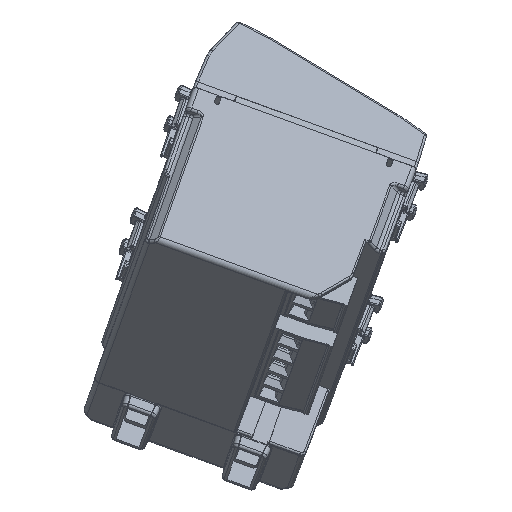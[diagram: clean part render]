
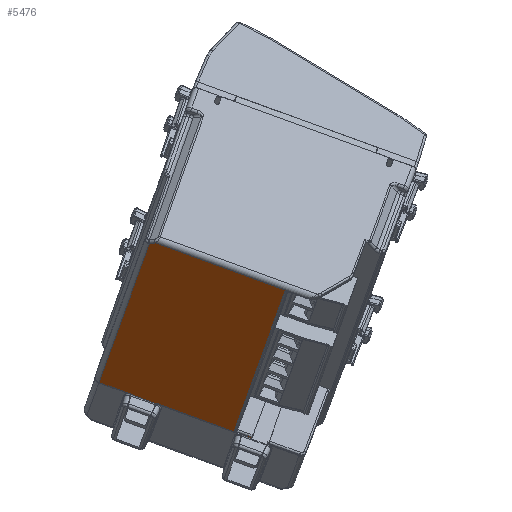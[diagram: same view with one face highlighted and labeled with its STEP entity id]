
A CAD part, left-side view. The second image highlights one B-rep face of the part: STEP entity #5476.
In plain terms, the highlighted face is planar.
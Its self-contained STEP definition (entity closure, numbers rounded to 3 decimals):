
#2728=CARTESIAN_POINT('Vertex',(-19.503,-13.65,-35.375)) ;
#2731=CARTESIAN_POINT('Line Origine',(-19.447,-13.65,-35.375)) ;
#2735=CARTESIAN_POINT('Vertex',(-19.391,-13.65,-35.375)) ;
#2825=CARTESIAN_POINT('Vertex',(-19.391,-8.65,-35.375)) ;
#2828=CARTESIAN_POINT('Line Origine',(-19.447,-8.65,-35.375)) ;
#2832=CARTESIAN_POINT('Vertex',(-19.503,-8.65,-35.375)) ;
#2991=CARTESIAN_POINT('Vertex',(-19.503,8.65,-35.375)) ;
#2994=CARTESIAN_POINT('Line Origine',(-19.447,8.65,-35.375)) ;
#2998=CARTESIAN_POINT('Vertex',(-19.391,8.65,-35.375)) ;
#5287=CARTESIAN_POINT('Line Origine',(-19.391,-16.903,-35.375)) ;
#5291=CARTESIAN_POINT('Vertex',(-19.391,-20.155,-35.375)) ;
#5329=CARTESIAN_POINT('Axis2P3D Location',(0.,0.,-35.375)) ;
#5334=CARTESIAN_POINT('Line Origine',(-19.32,10.636,-35.375)) ;
#5338=CARTESIAN_POINT('Vertex',(-19.136,10.636,-35.375)) ;
#5340=CARTESIAN_POINT('Vertex',(-19.503,10.636,-35.375)) ;
#5343=CARTESIAN_POINT('Line Origine',(-19.136,9.075,-35.375)) ;
#5347=CARTESIAN_POINT('Vertex',(-19.136,7.514,-35.375)) ;
#5351=CARTESIAN_POINT('Control Point',(-19.136,7.514,-35.375)) ;
#5352=CARTESIAN_POINT('Control Point',(-19.136,7.492,-35.375)) ;
#5353=CARTESIAN_POINT('Control Point',(-19.135,7.47,-35.375)) ;
#5354=CARTESIAN_POINT('Control Point',(-19.132,7.448,-35.375)) ;
#5355=CARTESIAN_POINT('Control Point',(-19.121,7.382,-35.375)) ;
#5356=CARTESIAN_POINT('Control Point',(-19.099,7.318,-35.375)) ;
#5357=CARTESIAN_POINT('Control Point',(-19.08,7.277,-35.375)) ;
#5358=CARTESIAN_POINT('Control Point',(-19.032,7.201,-35.375)) ;
#5359=CARTESIAN_POINT('Control Point',(-18.968,7.136,-35.375)) ;
#5360=CARTESIAN_POINT('Control Point',(-18.933,7.108,-35.375)) ;
#5361=CARTESIAN_POINT('Control Point',(-18.857,7.06,-35.375)) ;
#5362=CARTESIAN_POINT('Control Point',(-18.772,7.03,-35.375)) ;
#5363=CARTESIAN_POINT('Control Point',(-18.728,7.019,-35.375)) ;
#5364=CARTESIAN_POINT('Control Point',(-18.683,7.014,-35.375)) ;
#5365=CARTESIAN_POINT('Control Point',(-18.637,7.014,-35.375)) ;
#5366=CARTESIAN_POINT('Control Point',(-18.637,7.014,-35.375)) ;
#5367=CARTESIAN_POINT('Control Point',(-18.636,7.014,-35.375)) ;
#5368=CARTESIAN_POINT('Control Point',(-18.636,7.014,-35.375)) ;
#5369=CARTESIAN_POINT('Vertex',(-18.636,7.014,-35.375)) ;
#5372=CARTESIAN_POINT('Line Origine',(6.575,7.014,-35.375)) ;
#5376=CARTESIAN_POINT('Vertex',(31.786,7.014,-35.375)) ;
#5380=CARTESIAN_POINT('Control Point',(31.786,7.014,-35.375)) ;
#5381=CARTESIAN_POINT('Control Point',(31.808,7.014,-35.375)) ;
#5382=CARTESIAN_POINT('Control Point',(31.83,7.015,-35.375)) ;
#5383=CARTESIAN_POINT('Control Point',(31.852,7.018,-35.375)) ;
#5384=CARTESIAN_POINT('Control Point',(31.918,7.029,-35.375)) ;
#5385=CARTESIAN_POINT('Control Point',(31.982,7.051,-35.375)) ;
#5386=CARTESIAN_POINT('Control Point',(32.023,7.07,-35.375)) ;
#5387=CARTESIAN_POINT('Control Point',(32.099,7.118,-35.375)) ;
#5388=CARTESIAN_POINT('Control Point',(32.164,7.182,-35.375)) ;
#5389=CARTESIAN_POINT('Control Point',(32.192,7.217,-35.375)) ;
#5390=CARTESIAN_POINT('Control Point',(32.24,7.293,-35.375)) ;
#5391=CARTESIAN_POINT('Control Point',(32.27,7.378,-35.375)) ;
#5392=CARTESIAN_POINT('Control Point',(32.281,7.422,-35.375)) ;
#5393=CARTESIAN_POINT('Control Point',(32.286,7.467,-35.375)) ;
#5394=CARTESIAN_POINT('Control Point',(32.286,7.513,-35.375)) ;
#5395=CARTESIAN_POINT('Control Point',(32.286,7.513,-35.375)) ;
#5396=CARTESIAN_POINT('Control Point',(32.286,7.514,-35.375)) ;
#5397=CARTESIAN_POINT('Control Point',(32.286,7.514,-35.375)) ;
#5398=CARTESIAN_POINT('Vertex',(32.286,7.514,-35.375)) ;
#5401=CARTESIAN_POINT('Line Origine',(32.286,9.415,-35.375)) ;
#5405=CARTESIAN_POINT('Vertex',(32.286,11.315,-35.375)) ;
#5408=CARTESIAN_POINT('Line Origine',(32.33,11.315,-35.375)) ;
#5412=CARTESIAN_POINT('Vertex',(32.375,11.315,-35.375)) ;
#5415=CARTESIAN_POINT('Line Origine',(32.375,-3.921,-35.375)) ;
#5419=CARTESIAN_POINT('Vertex',(32.375,-19.158,-35.375)) ;
#5422=CARTESIAN_POINT('Line Origine',(31.952,-19.581,-35.375)) ;
#5426=CARTESIAN_POINT('Vertex',(31.528,-20.005,-35.375)) ;
#5429=CARTESIAN_POINT('Axis2P3D Location',(32.772,-21.248,-35.375)) ;
#5433=CARTESIAN_POINT('Vertex',(31.394,-20.155,-35.375)) ;
#5436=CARTESIAN_POINT('Line Origine',(6.001,-20.155,-35.375)) ;
#5441=CARTESIAN_POINT('Line Origine',(-19.503,-11.15,-35.375)) ;
#5446=CARTESIAN_POINT('Line Origine',(-19.391,0.,-35.375)) ;
#5451=CARTESIAN_POINT('Line Origine',(-19.503,9.643,-35.375)) ;
#2732=DIRECTION('Vector Direction',(1.,0.,0.)) ;
#2829=DIRECTION('Vector Direction',(1.,0.,0.)) ;
#2995=DIRECTION('Vector Direction',(1.,0.,0.)) ;
#5288=DIRECTION('Vector Direction',(0.,-1.,0.)) ;
#5330=DIRECTION('Axis2P3D Direction',(0.,0.,1.)) ;
#5331=DIRECTION('Axis2P3D XDirection',(1.,0.,0.)) ;
#5335=DIRECTION('Vector Direction',(1.,0.,0.)) ;
#5344=DIRECTION('Vector Direction',(0.,1.,0.)) ;
#5373=DIRECTION('Vector Direction',(1.,0.,0.)) ;
#5402=DIRECTION('Vector Direction',(0.,-1.,0.)) ;
#5409=DIRECTION('Vector Direction',(1.,0.,0.)) ;
#5416=DIRECTION('Vector Direction',(0.,1.,0.)) ;
#5423=DIRECTION('Vector Direction',(0.707,0.707,0.)) ;
#5430=DIRECTION('Axis2P3D Direction',(0.,0.,1.)) ;
#5437=DIRECTION('Vector Direction',(1.,0.,0.)) ;
#5442=DIRECTION('Vector Direction',(0.,-1.,0.)) ;
#5447=DIRECTION('Vector Direction',(0.,-1.,0.)) ;
#5452=DIRECTION('Vector Direction',(0.,-1.,0.)) ;
#5332=AXIS2_PLACEMENT_3D('Plane Axis2P3D',#5329,#5330,#5331) ;
#5431=AXIS2_PLACEMENT_3D('Circle Axis2P3D',#5429,#5430,$) ;
#5457=ORIENTED_EDGE('',*,*,#5342,.F.) ;
#5458=ORIENTED_EDGE('',*,*,#5349,.F.) ;
#5459=ORIENTED_EDGE('',*,*,#5371,.F.) ;
#5460=ORIENTED_EDGE('',*,*,#5378,.F.) ;
#5461=ORIENTED_EDGE('',*,*,#5400,.F.) ;
#5462=ORIENTED_EDGE('',*,*,#5407,.F.) ;
#5463=ORIENTED_EDGE('',*,*,#5414,.T.) ;
#5464=ORIENTED_EDGE('',*,*,#5421,.T.) ;
#5465=ORIENTED_EDGE('',*,*,#5428,.T.) ;
#5466=ORIENTED_EDGE('',*,*,#5435,.T.) ;
#5467=ORIENTED_EDGE('',*,*,#5440,.T.) ;
#5468=ORIENTED_EDGE('',*,*,#5293,.F.) ;
#5469=ORIENTED_EDGE('',*,*,#2737,.F.) ;
#5470=ORIENTED_EDGE('',*,*,#5445,.T.) ;
#5471=ORIENTED_EDGE('',*,*,#2834,.T.) ;
#5472=ORIENTED_EDGE('',*,*,#5450,.F.) ;
#5473=ORIENTED_EDGE('',*,*,#3000,.F.) ;
#5474=ORIENTED_EDGE('',*,*,#5455,.T.) ;
#2733=VECTOR('Line Direction',#2732,1.) ;
#2830=VECTOR('Line Direction',#2829,1.) ;
#2996=VECTOR('Line Direction',#2995,1.) ;
#5289=VECTOR('Line Direction',#5288,1.) ;
#5336=VECTOR('Line Direction',#5335,1.) ;
#5345=VECTOR('Line Direction',#5344,1.) ;
#5374=VECTOR('Line Direction',#5373,1.) ;
#5403=VECTOR('Line Direction',#5402,1.) ;
#5410=VECTOR('Line Direction',#5409,1.) ;
#5417=VECTOR('Line Direction',#5416,1.) ;
#5424=VECTOR('Line Direction',#5423,1.) ;
#5438=VECTOR('Line Direction',#5437,1.) ;
#5443=VECTOR('Line Direction',#5442,1.) ;
#5448=VECTOR('Line Direction',#5447,1.) ;
#5453=VECTOR('Line Direction',#5452,1.) ;
#5476=ADVANCED_FACE('zocchetto',(#5475),#5333,.F.) ;
#5350=B_SPLINE_CURVE_WITH_KNOTS('',5,(#5351,#5352,#5353,#5354,#5355,#5356,#5357,#5358,#5359,#5360,#5361,#5362,#5363,#5364,#5365,#5366,#5367,#5368),.UNSPECIFIED.,.F.,.U.,(6,3,3,3,3,6),(1.23,1.346,1.58,1.814,2.048,2.05),.UNSPECIFIED.) ;
#5379=B_SPLINE_CURVE_WITH_KNOTS('',5,(#5380,#5381,#5382,#5383,#5384,#5385,#5386,#5387,#5388,#5389,#5390,#5391,#5392,#5393,#5394,#5395,#5396,#5397),.UNSPECIFIED.,.F.,.U.,(6,3,3,3,3,6),(1.23,1.346,1.58,1.814,2.048,2.05),.UNSPECIFIED.) ;
#5432=CIRCLE('generated circle',#5431,1.759) ;
#2737=EDGE_CURVE('',#2729,#2736,#2734,.T.) ;
#2834=EDGE_CURVE('',#2833,#2826,#2831,.T.) ;
#3000=EDGE_CURVE('',#2992,#2999,#2997,.T.) ;
#5293=EDGE_CURVE('',#2736,#5292,#5290,.T.) ;
#5342=EDGE_CURVE('',#5339,#5341,#5337,.F.) ;
#5349=EDGE_CURVE('',#5348,#5339,#5346,.T.) ;
#5371=EDGE_CURVE('',#5370,#5348,#5350,.F.) ;
#5378=EDGE_CURVE('',#5377,#5370,#5375,.F.) ;
#5400=EDGE_CURVE('',#5399,#5377,#5379,.F.) ;
#5407=EDGE_CURVE('',#5406,#5399,#5404,.T.) ;
#5414=EDGE_CURVE('',#5406,#5413,#5411,.T.) ;
#5421=EDGE_CURVE('',#5413,#5420,#5418,.F.) ;
#5428=EDGE_CURVE('',#5420,#5427,#5425,.F.) ;
#5435=EDGE_CURVE('',#5427,#5434,#5432,.T.) ;
#5440=EDGE_CURVE('',#5434,#5292,#5439,.F.) ;
#5445=EDGE_CURVE('',#2729,#2833,#5444,.F.) ;
#5450=EDGE_CURVE('',#2999,#2826,#5449,.T.) ;
#5455=EDGE_CURVE('',#2992,#5341,#5454,.F.) ;
#5456=EDGE_LOOP('',(#5457,#5458,#5459,#5460,#5461,#5462,#5463,#5464,#5465,#5466,#5467,#5468,#5469,#5470,#5471,#5472,#5473,#5474)) ;
#5475=FACE_OUTER_BOUND('',#5456,.T.) ;
#2734=LINE('Line',#2731,#2733) ;
#2831=LINE('Line',#2828,#2830) ;
#2997=LINE('Line',#2994,#2996) ;
#5290=LINE('Line',#5287,#5289) ;
#5337=LINE('Line',#5334,#5336) ;
#5346=LINE('Line',#5343,#5345) ;
#5375=LINE('Line',#5372,#5374) ;
#5404=LINE('Line',#5401,#5403) ;
#5411=LINE('Line',#5408,#5410) ;
#5418=LINE('Line',#5415,#5417) ;
#5425=LINE('Line',#5422,#5424) ;
#5439=LINE('Line',#5436,#5438) ;
#5444=LINE('Line',#5441,#5443) ;
#5449=LINE('Line',#5446,#5448) ;
#5454=LINE('Line',#5451,#5453) ;
#5333=PLANE('',#5332) ;
#2729=VERTEX_POINT('',#2728) ;
#2736=VERTEX_POINT('',#2735) ;
#2826=VERTEX_POINT('',#2825) ;
#2833=VERTEX_POINT('',#2832) ;
#2992=VERTEX_POINT('',#2991) ;
#2999=VERTEX_POINT('',#2998) ;
#5292=VERTEX_POINT('',#5291) ;
#5339=VERTEX_POINT('',#5338) ;
#5341=VERTEX_POINT('',#5340) ;
#5348=VERTEX_POINT('',#5347) ;
#5370=VERTEX_POINT('',#5369) ;
#5377=VERTEX_POINT('',#5376) ;
#5399=VERTEX_POINT('',#5398) ;
#5406=VERTEX_POINT('',#5405) ;
#5413=VERTEX_POINT('',#5412) ;
#5420=VERTEX_POINT('',#5419) ;
#5427=VERTEX_POINT('',#5426) ;
#5434=VERTEX_POINT('',#5433) ;
